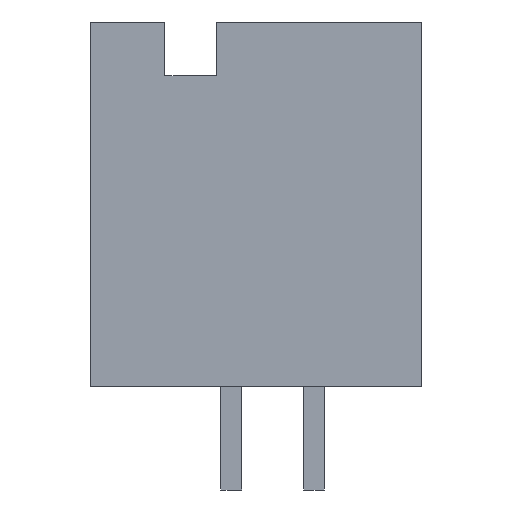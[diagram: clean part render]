
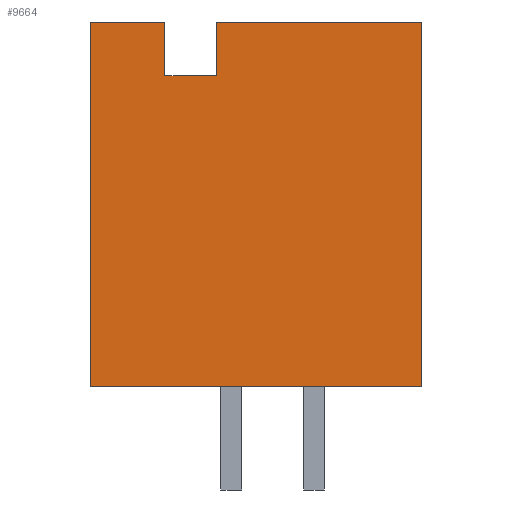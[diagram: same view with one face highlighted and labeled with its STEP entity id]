
A CAD part, left-side view. The second image highlights one B-rep face of the part: STEP entity #9664.
In plain terms, the highlighted planar face has unit normal (-1, 0, 0).
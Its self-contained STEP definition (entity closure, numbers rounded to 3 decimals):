
#150=DIRECTION('',(0.,-1.,0.));
#151=VECTOR('',#150,6.287);
#152=CARTESIAN_POINT('',(-29.362,1.207,0.));
#153=LINE('',#152,#151);
#174=DIRECTION('',(0.,-1.,0.));
#175=VECTOR('',#174,2.286);
#176=CARTESIAN_POINT('',(-29.362,5.08,0.));
#177=LINE('',#176,#175);
#334=DIRECTION('',(0.,0.,-1.));
#335=VECTOR('',#334,11.176);
#336=CARTESIAN_POINT('',(-29.362,-5.08,0.));
#337=LINE('',#336,#335);
#442=DIRECTION('',(0.,0.,-1.));
#443=VECTOR('',#442,1.651);
#444=CARTESIAN_POINT('',(-29.362,2.794,0.));
#445=LINE('',#444,#443);
#446=DIRECTION('',(0.,1.,0.));
#447=VECTOR('',#446,1.588);
#448=CARTESIAN_POINT('',(-29.362,1.207,-1.651));
#449=LINE('',#448,#447);
#450=DIRECTION('',(0.,0.,-1.));
#451=VECTOR('',#450,1.651);
#452=CARTESIAN_POINT('',(-29.362,1.207,0.));
#453=LINE('',#452,#451);
#454=DIRECTION('',(0.,0.,-1.));
#455=VECTOR('',#454,11.176);
#456=CARTESIAN_POINT('',(-29.362,5.08,0.));
#457=LINE('',#456,#455);
#502=DIRECTION('',(0.,-1.,0.));
#503=VECTOR('',#502,10.16);
#504=CARTESIAN_POINT('',(-29.362,5.08,-11.176));
#505=LINE('',#504,#503);
#7058=CARTESIAN_POINT('',(-29.362,-5.08,0.));
#7060=VERTEX_POINT('',#7058);
#7063=CARTESIAN_POINT('',(-29.362,5.08,0.));
#7065=VERTEX_POINT('',#7063);
#7066=CARTESIAN_POINT('',(-29.362,5.08,-11.176));
#7067=CARTESIAN_POINT('',(-29.362,-5.08,-11.176));
#7068=VERTEX_POINT('',#7066);
#7069=VERTEX_POINT('',#7067);
#7094=CARTESIAN_POINT('',(-29.362,2.794,0.));
#7095=VERTEX_POINT('',#7094);
#7096=CARTESIAN_POINT('',(-29.362,1.207,0.));
#7097=VERTEX_POINT('',#7096);
#7102=CARTESIAN_POINT('',(-29.362,1.207,-1.651));
#7103=CARTESIAN_POINT('',(-29.362,2.794,-1.651));
#7104=VERTEX_POINT('',#7102);
#7105=VERTEX_POINT('',#7103);
#9645=CARTESIAN_POINT('',(-29.362,5.08,0.));
#9646=DIRECTION('',(-1.,0.,0.));
#9647=DIRECTION('',(0.,-1.,0.));
#9648=AXIS2_PLACEMENT_3D('',#9645,#9646,#9647);
#9649=PLANE('',#9648);
#9650=ORIENTED_EDGE('',*,*,#9391,.T.);
#9652=ORIENTED_EDGE('',*,*,#9651,.T.);
#9653=ORIENTED_EDGE('',*,*,#9621,.F.);
#9655=ORIENTED_EDGE('',*,*,#9654,.F.);
#9656=ORIENTED_EDGE('',*,*,#9371,.T.);
#9657=ORIENTED_EDGE('',*,*,#9557,.T.);
#9659=ORIENTED_EDGE('',*,*,#9658,.F.);
#9661=ORIENTED_EDGE('',*,*,#9660,.F.);
#9662=EDGE_LOOP('',(#9650,#9652,#9653,#9655,#9656,#9657,#9659,#9661));
#9663=FACE_OUTER_BOUND('',#9662,.F.);
#9371=EDGE_CURVE('',#7097,#7060,#153,.T.);
#9391=EDGE_CURVE('',#7065,#7095,#177,.T.);
#9557=EDGE_CURVE('',#7060,#7069,#337,.T.);
#9621=EDGE_CURVE('',#7104,#7105,#449,.T.);
#9651=EDGE_CURVE('',#7095,#7105,#445,.T.);
#9654=EDGE_CURVE('',#7097,#7104,#453,.T.);
#9658=EDGE_CURVE('',#7068,#7069,#505,.T.);
#9660=EDGE_CURVE('',#7065,#7068,#457,.T.);
#9664=ADVANCED_FACE('',(#9663),#9649,.T.);
